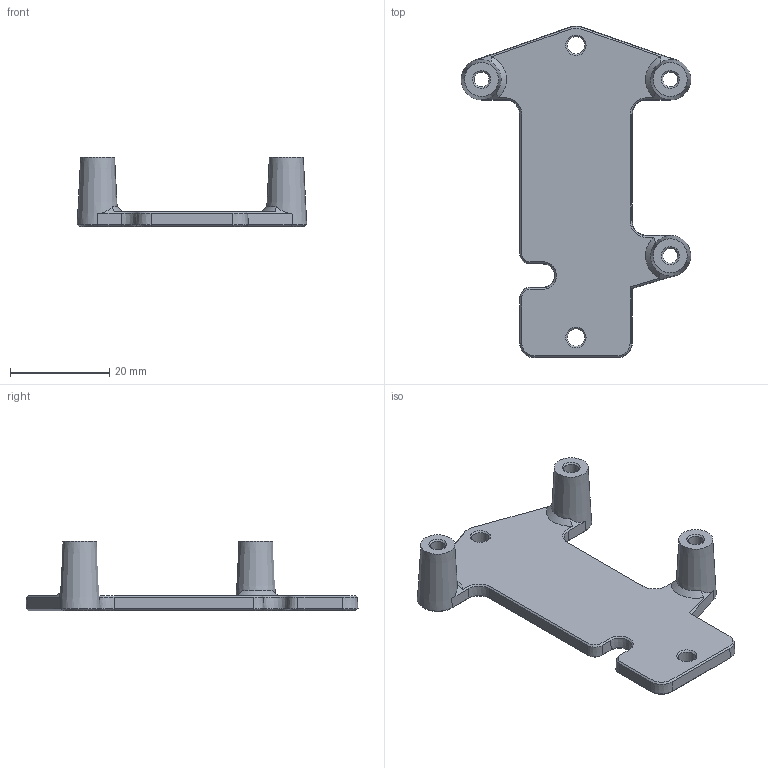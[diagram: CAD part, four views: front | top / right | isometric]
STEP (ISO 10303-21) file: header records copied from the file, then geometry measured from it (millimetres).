
FILE_DESCRIPTION(/* description */ ('STEP AP214'),/* implementation_level */ '2;1');
FILE_NAME(/* name */ '5fd2fadd0c8acb0ea5ac80bd',/* time_stamp */ '2020-12-11T04:51:42+00:00',/* author */ (''),/* organization */ (''),/* preprocessor_version */ 'ST-DEVELOPER v18.1',/* originating_system */ ' ',/* authorisation */ ' ');
FILE_SCHEMA (('AUTOMOTIVE_DESIGN {1 0 10303 214 3 1 1}'));
Length unit declared in the file: metre
Products named in the file (1): Escornabot-E-Keypad_2.2-Bracket
Bounding box: 46.36 x 67.04 x 14 mm (x, y, z)
Volume: 6298.6 mm3; surface area: 5179.5 mm2
Topology: 1 solids, 1 shells, 90 faces, 215 edges, 127 vertices
Faces by surface type: plane 44, cone 41, cylinder 5
Full cylindrical faces by diameter (mm): 3 x3, 3.5 x2
Entity records: 2523 total; most frequent: DIRECTION 447, CARTESIAN_POINT 432, ORIENTED_EDGE 398, EDGE_CURVE 199, AXIS2_PLACEMENT_3D 163, VERTEX_POINT 124, LINE 121, VECTOR 121
